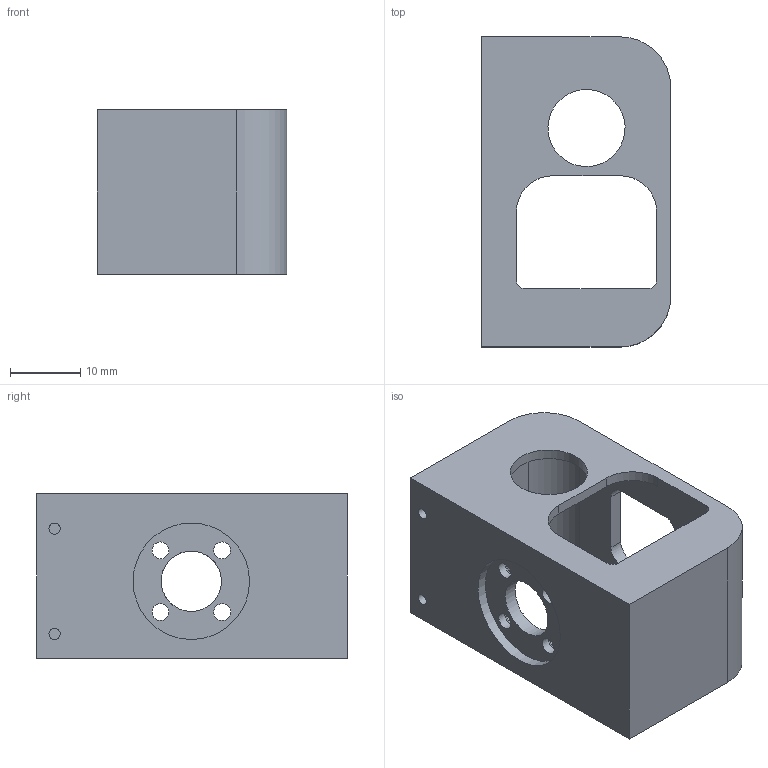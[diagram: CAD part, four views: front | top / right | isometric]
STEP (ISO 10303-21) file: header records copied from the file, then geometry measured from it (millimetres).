
FILE_DESCRIPTION(/* description */ (''),/* implementation_level */ '2;1');
FILE_NAME(/* name */ 'ShoulderMain_Right.step',/* time_stamp */ '2020-04-29T17:44:44+09:00',/* author */ (''),/* organization */ (''),/* preprocessor_version */ 'ST-DEVELOPER v18.1',/* originating_system */ 'Autodesk Translation Framework v9.2.0.1227',/* authorisation */ '');
FILE_SCHEMA (('AUTOMOTIVE_DESIGN { 1 0 10303 214 3 1 1 }'));
Length unit declared in the file: millimetre
Products named in the file (1): ShoulderMain_Right
Bounding box: 27 x 44.2 x 23.5 mm (x, y, z)
Volume: 10120.2 mm3; surface area: 7367.7 mm2
Topology: 1 solids, 1 shells, 71 faces, 203 edges, 136 vertices
Faces by surface type: cylinder 35, plane 32, cone 4
Full cylindrical faces by diameter (mm): 1.6 x2, 2 x2, 2.4 x4, 8.6 x1, 11 x1, 16.6 x1
Entity records: 2445 total; most frequent: DIRECTION 431, CARTESIAN_POINT 431, ORIENTED_EDGE 406, EDGE_CURVE 203, AXIS2_PLACEMENT_3D 160, VERTEX_POINT 136, LINE 111, VECTOR 111
